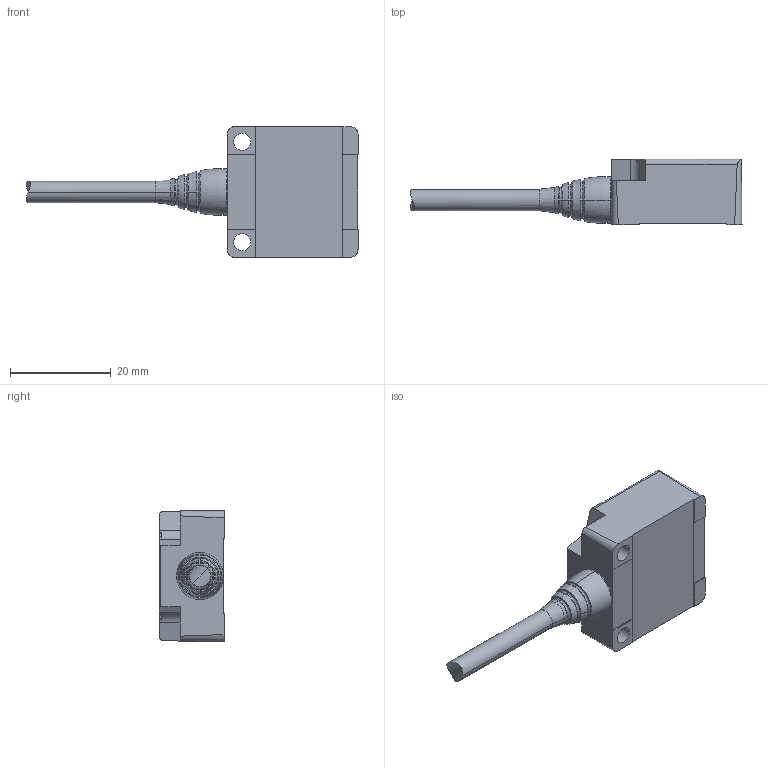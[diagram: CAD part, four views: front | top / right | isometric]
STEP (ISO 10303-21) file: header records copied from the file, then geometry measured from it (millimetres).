
FILE_DESCRIPTION(('STEP AP242'),'1');
FILE_NAME('sensor_xs8e1a1nal01m12.stp','2021-08-12T06:36:34',('TraceParts'),('TraceParts S.A.'),'Spatial InterOp 3D',' ',' ');
FILE_SCHEMA(('AP242_MANAGED_MODEL_BASED_3D_ENGINEERING_MIM_LF {1 0 10303 442 1 1 4}'));
Length unit declared in the file: millimetre
Products named in the file (1): sensor_xs8e1a1nal01m12
Bounding box: 66 x 13 x 26 mm (x, y, z)
Volume: 9043.5 mm3; surface area: 3459.3 mm2
Topology: 1 solids, 1 shells, 118 faces, 324 edges, 215 vertices
Faces by surface type: plane 60, cylinder 36, torus 16, cone 6
Entity records: 3995 total; most frequent: CARTESIAN_POINT 891, DIRECTION 664, ORIENTED_EDGE 648, EDGE_CURVE 324, AXIS2_PLACEMENT_3D 240, VERTEX_POINT 215, LINE 184, VECTOR 184
